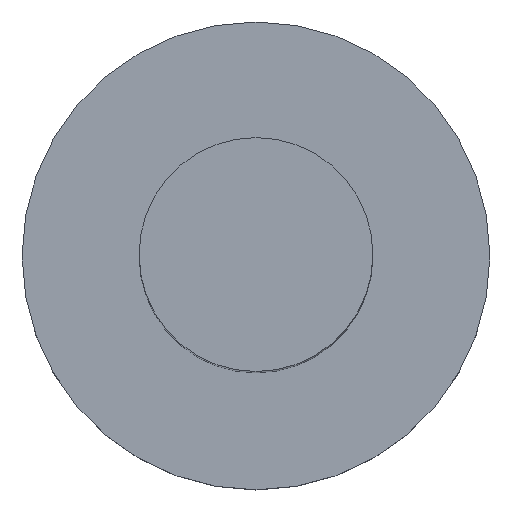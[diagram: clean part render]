
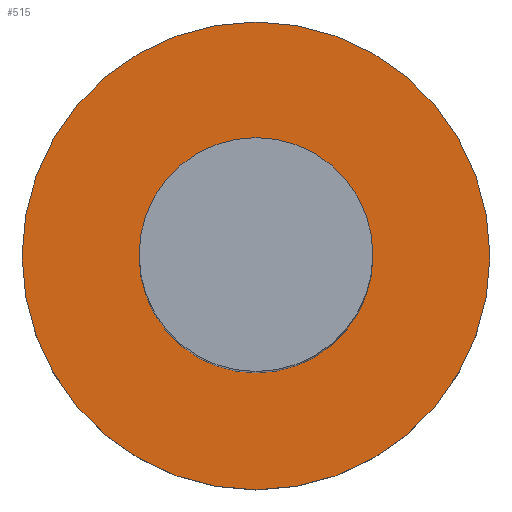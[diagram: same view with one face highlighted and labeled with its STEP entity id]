
A CAD part, top view. The second image highlights one B-rep face of the part: STEP entity #515.
In plain terms, the highlighted planar face has unit normal (0, 0, 1).
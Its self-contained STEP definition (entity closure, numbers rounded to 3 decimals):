
#446 = CYLINDRICAL_SURFACE('',#447,4.);
#447 = AXIS2_PLACEMENT_3D('',#448,#449,#450);
#448 = CARTESIAN_POINT('',(0.,-16.,1.5));
#449 = DIRECTION('',(0.,0.,-1.));
#450 = DIRECTION('',(-1.,0.,0.));
#464 = EDGE_CURVE('',#465,#465,#467,.T.);
#465 = VERTEX_POINT('',#466);
#466 = CARTESIAN_POINT('',(-4.,-16.,1.5));
#467 = SURFACE_CURVE('',#468,(#473,#480),.PCURVE_S1.);
#468 = CIRCLE('',#469,4.);
#469 = AXIS2_PLACEMENT_3D('',#470,#471,#472);
#470 = CARTESIAN_POINT('',(0.,-16.,1.5));
#471 = DIRECTION('',(0.,0.,1.));
#472 = DIRECTION('',(-1.,0.,0.));
#473 = PCURVE('',#446,#474);
#474 = DEFINITIONAL_REPRESENTATION('',(#475),#479);
#475 = LINE('',#476,#477);
#476 = CARTESIAN_POINT('',(0.,0.));
#477 = VECTOR('',#478,1.);
#478 = DIRECTION('',(-1.,0.));
#479 = ( GEOMETRIC_REPRESENTATION_CONTEXT(2) 
PARAMETRIC_REPRESENTATION_CONTEXT() REPRESENTATION_CONTEXT('2D SPACE',''
  ) );
#480 = PCURVE('',#481,#486);
#481 = PLANE('',#482);
#482 = AXIS2_PLACEMENT_3D('',#483,#484,#485);
#483 = CARTESIAN_POINT('',(0.,-16.,1.5));
#484 = DIRECTION('',(0.,0.,1.));
#485 = DIRECTION('',(-1.,0.,0.));
#486 = DEFINITIONAL_REPRESENTATION('',(#487),#491);
#487 = CIRCLE('',#488,4.);
#488 = AXIS2_PLACEMENT_2D('',#489,#490);
#489 = CARTESIAN_POINT('',(0.,0.));
#490 = DIRECTION('',(1.,0.));
#491 = ( GEOMETRIC_REPRESENTATION_CONTEXT(2) 
PARAMETRIC_REPRESENTATION_CONTEXT() REPRESENTATION_CONTEXT('2D SPACE',''
  ) );
#515 = ADVANCED_FACE('',(#516,#547),#481,.T.);
#516 = FACE_BOUND('',#517,.F.);
#517 = EDGE_LOOP('',(#518));
#518 = ORIENTED_EDGE('',*,*,#519,.T.);
#519 = EDGE_CURVE('',#520,#520,#522,.T.);
#520 = VERTEX_POINT('',#521);
#521 = CARTESIAN_POINT('',(-2.,-16.,1.5));
#522 = SURFACE_CURVE('',#523,(#528,#535),.PCURVE_S1.);
#523 = CIRCLE('',#524,2.);
#524 = AXIS2_PLACEMENT_3D('',#525,#526,#527);
#525 = CARTESIAN_POINT('',(0.,-16.,1.5));
#526 = DIRECTION('',(0.,0.,1.));
#527 = DIRECTION('',(-1.,0.,0.));
#528 = PCURVE('',#481,#529);
#529 = DEFINITIONAL_REPRESENTATION('',(#530),#534);
#530 = CIRCLE('',#531,2.);
#531 = AXIS2_PLACEMENT_2D('',#532,#533);
#532 = CARTESIAN_POINT('',(0.,0.));
#533 = DIRECTION('',(1.,0.));
#534 = ( GEOMETRIC_REPRESENTATION_CONTEXT(2) 
PARAMETRIC_REPRESENTATION_CONTEXT() REPRESENTATION_CONTEXT('2D SPACE',''
  ) );
#535 = PCURVE('',#536,#541);
#536 = CYLINDRICAL_SURFACE('',#537,2.);
#537 = AXIS2_PLACEMENT_3D('',#538,#539,#540);
#538 = CARTESIAN_POINT('',(0.,-16.,15.));
#539 = DIRECTION('',(0.,0.,-1.));
#540 = DIRECTION('',(-1.,0.,0.));
#541 = DEFINITIONAL_REPRESENTATION('',(#542),#546);
#542 = LINE('',#543,#544);
#543 = CARTESIAN_POINT('',(0.,13.5));
#544 = VECTOR('',#545,1.);
#545 = DIRECTION('',(-1.,0.));
#546 = ( GEOMETRIC_REPRESENTATION_CONTEXT(2) 
PARAMETRIC_REPRESENTATION_CONTEXT() REPRESENTATION_CONTEXT('2D SPACE',''
  ) );
#547 = FACE_BOUND('',#548,.F.);
#548 = EDGE_LOOP('',(#549));
#549 = ORIENTED_EDGE('',*,*,#464,.F.);
